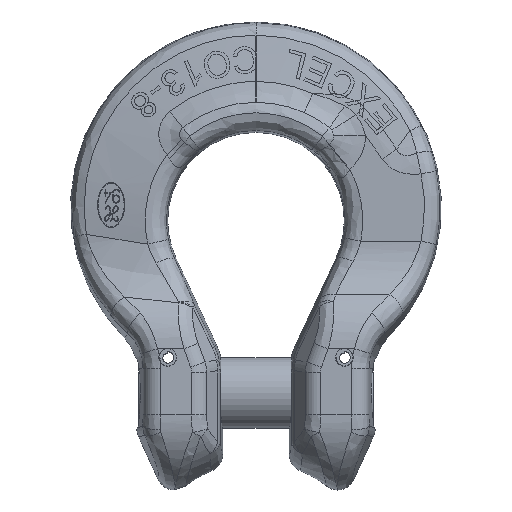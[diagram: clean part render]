
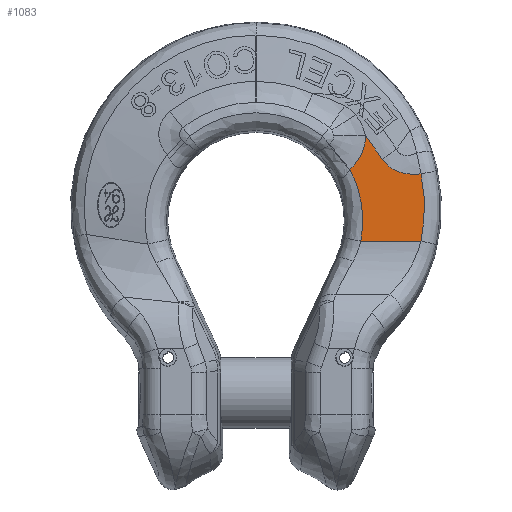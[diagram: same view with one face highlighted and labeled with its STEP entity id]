
A CAD part, top view. The second image highlights one B-rep face of the part: STEP entity #1083.
In plain terms, the highlighted planar face has unit normal (0, 0, 1).
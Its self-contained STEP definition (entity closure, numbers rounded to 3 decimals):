
#1083=ADVANCED_FACE('NONE',(#2778),#2779,.F.);
#2778=FACE_OUTER_BOUND('',#7596,.T.);
#2779=PLANE('',#7597);
#7596=EDGE_LOOP('',(#20382,#20383,#20384,#20385,#20386,#20387));
#7597=AXIS2_PLACEMENT_3D('',#20388,#20389,#20390);
#20382=ORIENTED_EDGE('',*,*,#25578,.F.);
#20383=ORIENTED_EDGE('',*,*,#25777,.F.);
#20384=ORIENTED_EDGE('',*,*,#25778,.F.);
#20385=ORIENTED_EDGE('',*,*,#25779,.F.);
#20386=ORIENTED_EDGE('',*,*,#25660,.F.);
#20387=ORIENTED_EDGE('',*,*,#25774,.T.);
#20388=CARTESIAN_POINT('',(17.22,-8.03,6.75));
#20389=DIRECTION('',(0.0,0.0,-1.0));
#20390=DIRECTION('',(-0.0,1.0,0.0));
#25578=EDGE_CURVE('NONE',#28522,#28518,#28524,.T.);
#25660=EDGE_CURVE('NONE',#28628,#28629,#28630,.T.);
#25774=EDGE_CURVE('NONE',#28628,#28518,#28790,.T.);
#25777=EDGE_CURVE('NONE',#28793,#28522,#28794,.T.);
#25778=EDGE_CURVE('NONE',#28795,#28793,#28796,.T.);
#25779=EDGE_CURVE('NONE',#28629,#28795,#28797,.T.);
#28518=VERTEX_POINT('NONE',#34555);
#28522=VERTEX_POINT('NONE',#34570);
#28524=(B_SPLINE_CURVE(3,(#34573,#34574,#34575,#34576),.UNSPECIFIED.,.F.,.F.)B_SPLINE_CURVE_WITH_KNOTS((4,4),(0.0,1.0),.UNSPECIFIED.)RATIONAL_B_SPLINE_CURVE((1.0,0.987,0.987,1.0))BOUNDED_CURVE()REPRESENTATION_ITEM('')GEOMETRIC_REPRESENTATION_ITEM()CURVE());
#28628=VERTEX_POINT('NONE',#35216);
#28629=VERTEX_POINT('NONE',#35217);
#28630=(B_SPLINE_CURVE(3,(#35219,#35220,#35221,#35222),.UNSPECIFIED.,.F.,.F.)B_SPLINE_CURVE_WITH_KNOTS((4,4),(0.0,1.0),.UNSPECIFIED.)RATIONAL_B_SPLINE_CURVE((1.0,0.96,0.96,1.0))BOUNDED_CURVE()REPRESENTATION_ITEM('')GEOMETRIC_REPRESENTATION_ITEM()CURVE());
#28790=LINE('',#36071,#36072);
#28793=VERTEX_POINT('NONE',#36080);
#28794=B_SPLINE_CURVE_WITH_KNOTS('',3,(#36081,#36082,#36083,#36084,#36085,#36086,#36087,#36088,#36089,#36090,#36091,#36092,#36093,#36094),.UNSPECIFIED.,.F.,.F.,(4,2,2,2,2,2,4),(0.0,0.251,0.377,0.503,0.629,0.754,1.0),.UNSPECIFIED.);
#28795=VERTEX_POINT('NONE',#36095);
#28796=B_SPLINE_CURVE_WITH_KNOTS('',3,(#36096,#36097,#36098,#36099,#36100,#36101,#36102,#36103,#36104,#36105,#36106,#36107,#36108,#36109,#36110,#36111),.UNSPECIFIED.,.F.,.F.,(4,2,2,2,2,2,2,4),(0.0,0.025,0.079,0.133,0.241,0.35,0.567,1.0),.UNSPECIFIED.);
#28797=(B_SPLINE_CURVE(3,(#36113,#36114,#36115,#36116),.UNSPECIFIED.,.F.,.F.)B_SPLINE_CURVE_WITH_KNOTS((4,4),(0.0,1.0),.UNSPECIFIED.)RATIONAL_B_SPLINE_CURVE((1.0,0.934,0.934,1.0))BOUNDED_CURVE()REPRESENTATION_ITEM('')GEOMETRIC_REPRESENTATION_ITEM()CURVE());
#34555=CARTESIAN_POINT('',(37.36,-4.67,6.75));
#34570=CARTESIAN_POINT('',(37.379,10.576,6.75));
#34573=CARTESIAN_POINT('',(37.379,10.576,6.75));
#34574=CARTESIAN_POINT('',(38.402,5.527,6.75));
#34575=CARTESIAN_POINT('',(38.396,0.376,6.75));
#34576=CARTESIAN_POINT('',(37.36,-4.67,6.75));
#35216=CARTESIAN_POINT('',(23.747,-4.67,6.75));
#35217=CARTESIAN_POINT('',(21.217,11.644,6.75));
#35219=CARTESIAN_POINT('',(23.747,-4.67,6.75));
#35220=CARTESIAN_POINT('',(24.853,0.954,6.75));
#35221=CARTESIAN_POINT('',(23.975,6.618,6.75));
#35222=CARTESIAN_POINT('',(21.217,11.644,6.75));
#36071=CARTESIAN_POINT('',(-69.0,-4.67,6.75));
#36072=VECTOR('',#49698,1000.0);
#36080=CARTESIAN_POINT('',(28.644,13.904,6.75));
#36081=CARTESIAN_POINT('',(28.644,13.904,6.75));
#36082=CARTESIAN_POINT('',(29.128,13.227,6.75));
#36083=CARTESIAN_POINT('',(29.697,12.635,6.75));
#36084=CARTESIAN_POINT('',(30.696,11.892,6.75));
#36085=CARTESIAN_POINT('',(31.049,11.673,6.75));
#36086=CARTESIAN_POINT('',(31.78,11.298,6.75));
#36087=CARTESIAN_POINT('',(32.159,11.139,6.75));
#36088=CARTESIAN_POINT('',(32.943,10.877,6.75));
#36089=CARTESIAN_POINT('',(33.347,10.773,6.75));
#36090=CARTESIAN_POINT('',(34.154,10.62,6.75));
#36091=CARTESIAN_POINT('',(34.561,10.568,6.75));
#36092=CARTESIAN_POINT('',(35.768,10.478,6.75));
#36093=CARTESIAN_POINT('',(36.58,10.499,6.75));
#36094=CARTESIAN_POINT('',(37.379,10.576,6.75));
#36095=CARTESIAN_POINT('',(24.8,19.242,6.75));
#36096=CARTESIAN_POINT('',(24.8,19.242,6.75));
#36097=CARTESIAN_POINT('',(24.833,19.199,6.75));
#36098=CARTESIAN_POINT('',(24.866,19.156,6.75));
#36099=CARTESIAN_POINT('',(24.971,19.019,6.75));
#36100=CARTESIAN_POINT('',(25.042,18.925,6.75));
#36101=CARTESIAN_POINT('',(25.184,18.734,6.75));
#36102=CARTESIAN_POINT('',(25.254,18.638,6.75));
#36103=CARTESIAN_POINT('',(25.464,18.35,6.75));
#36104=CARTESIAN_POINT('',(25.602,18.157,6.75));
#36105=CARTESIAN_POINT('',(25.879,17.77,6.75));
#36106=CARTESIAN_POINT('',(26.017,17.577,6.75));
#36107=CARTESIAN_POINT('',(26.432,16.997,6.75));
#36108=CARTESIAN_POINT('',(26.708,16.61,6.75));
#36109=CARTESIAN_POINT('',(27.538,15.45,6.75));
#36110=CARTESIAN_POINT('',(28.091,14.677,6.75));
#36111=CARTESIAN_POINT('',(28.644,13.904,6.75));
#36113=CARTESIAN_POINT('',(21.217,11.644,6.75));
#36114=CARTESIAN_POINT('',(23.548,13.531,6.75));
#36115=CARTESIAN_POINT('',(24.826,16.243,6.75));
#36116=CARTESIAN_POINT('',(24.8,19.242,6.75));
#49698=DIRECTION('',(1.0,0.0,-0.0));
